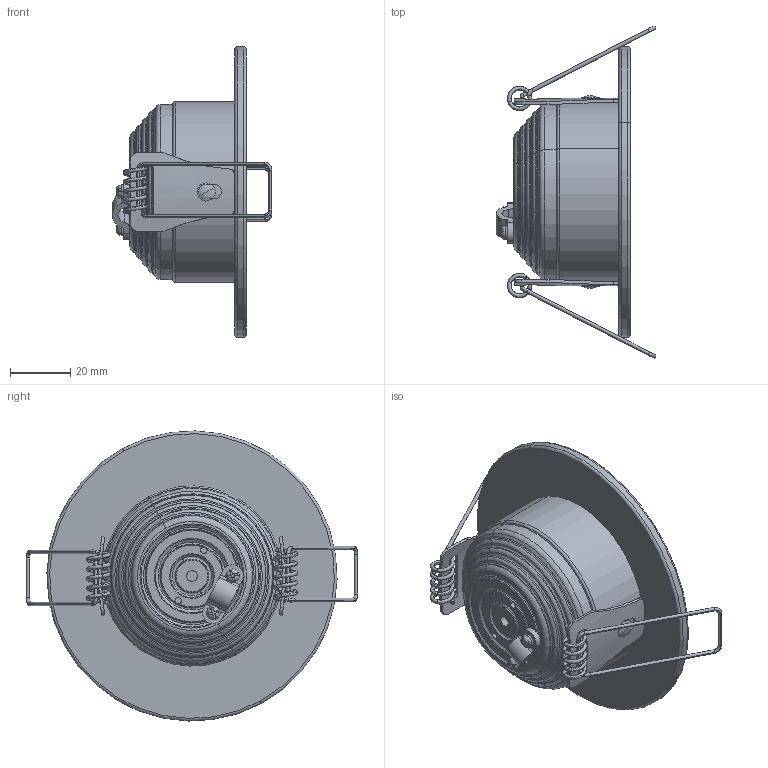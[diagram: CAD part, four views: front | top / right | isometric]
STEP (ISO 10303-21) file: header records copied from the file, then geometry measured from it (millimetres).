
FILE_DESCRIPTION((''),'2;1');
FILE_NAME('');
FILE_SCHEMA(('CONFIG_CONTROL_DESIGN'));
Length unit declared in the file: millimetre
Products named in the file (1): EO10300219
Bounding box: 53.28 x 110.56 x 96.65 mm (x, y, z)
Volume: 104345.5 mm3; surface area: 36656 mm2
Topology: 12 solids, 12 shells, 343 faces, 762 edges, 446 vertices
Faces by surface type: plane 83, cylinder 80, torus 72, bspline 52, cone 48, revolution 4, sphere 4
Entity records: 11793 total; most frequent: CARTESIAN_POINT 5455, ORIENTED_EDGE 1516, DIRECTION 908, EDGE_CURVE 758, AXIS2_PLACEMENT_3D 497, VERTEX_POINT 446, EDGE_LOOP 358, ADVANCED_FACE 343
